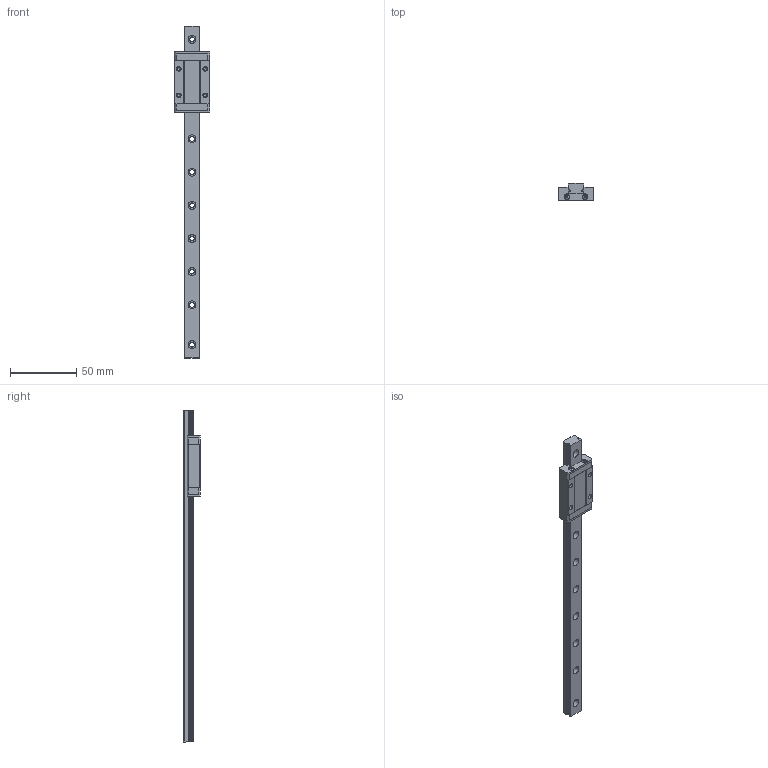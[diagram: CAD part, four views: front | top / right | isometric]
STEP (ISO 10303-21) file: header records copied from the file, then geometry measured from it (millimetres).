
FILE_DESCRIPTION(/* description */ (''),/* implementation_level */ '2;1');
FILE_NAME(/* name */ 'MGN12H_250mm.step',/* time_stamp */ '2020-09-22T22:35:45+09:00',/* author */ (''),/* organization */ (''),/* preprocessor_version */ 'ST-DEVELOPER v18.1',/* originating_system */ 'Autodesk Translation Framework v9.3.0.1241',/* authorisation */ '');
FILE_SCHEMA (('AUTOMOTIVE_DESIGN { 1 0 10303 214 3 1 1 }'));
Length unit declared in the file: millimetre
Products named in the file (3): MGN12H_250mm; MGN12 LINEAR GUIDE RAIL, CONFIGURABLE, 250 mm; MGN12H, LINEAR GUIDE BLOCK
Assembly tree (2 placements, depth 2):
  MGN12H_250mm
    MGN12 LINEAR GUIDE RAIL, CONFIGURABLE, 250 mm
    MGN12H, LINEAR GUIDE BLOCK
Bounding box: 27 x 13 x 250 mm (x, y, z)
Volume: 30254.9 mm3; surface area: 17999.3 mm2
Topology: 10 solids, 10 shells, 360 faces, 988 edges, 656 vertices
Faces by surface type: plane 214, cylinder 130, cone 12, sphere 4
Full cylindrical faces by diameter (mm): 2.5 x4, 3 x4, 3.5 x10, 4.2 x4, 6 x10
Entity records: 11716 total; most frequent: CARTESIAN_POINT 2095, DIRECTION 2034, ORIENTED_EDGE 1968, EDGE_CURVE 984, AXIS2_PLACEMENT_3D 695, VERTEX_POINT 656, LINE 644, VECTOR 644
